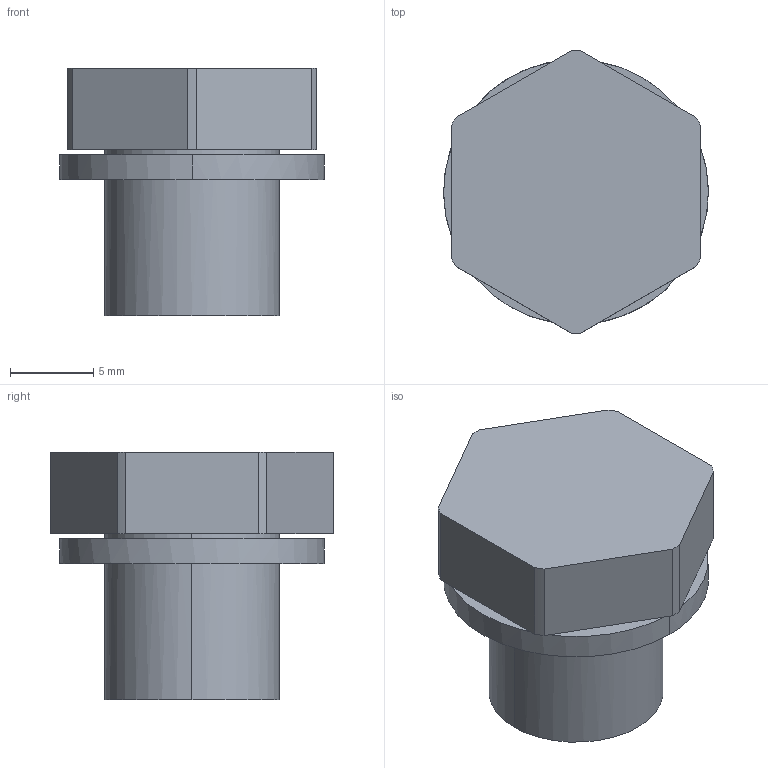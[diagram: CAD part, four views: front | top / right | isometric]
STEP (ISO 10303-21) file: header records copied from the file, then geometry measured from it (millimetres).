
FILE_DESCRIPTION(('CATIA V5 STEP Exchange','CAx-IF Rec.Pracs.--- Model Styling and Organization---1.4--- 2014-01-23'),'2;1');
FILE_NAME ('1932175-3_1', '2024-02-13T10:32:52+00:00', ('none'), ('Weidmueller'), 'CATIA Version 5-6 Release 2016 SP3 HF44', 'CATIA V5 STEP AP214', 'none');
FILE_SCHEMA(('AUTOMOTIVE_DESIGN { 1 0 10303 214 1 1 1 1 }'));
Length unit declared in the file: millimetre
Products named in the file (1): 2978890000 VP M12/10 EX CR 7J BK
Bounding box: 15.92 x 17 x 14.9 mm (x, y, z)
Volume: 1522.2 mm3; surface area: 1576.6 mm2
Topology: 2 solids, 2 shells, 26 faces, 60 edges, 40 vertices
Faces by surface type: cylinder 14, plane 12
Entity records: 877 total; most frequent: CARTESIAN_POINT 235, ORIENTED_EDGE 120, DIRECTION 106, EDGE_CURVE 60, AXIS2_PLACEMENT_3D 49, VERTEX_POINT 40, VECTOR 32, LINE 32
